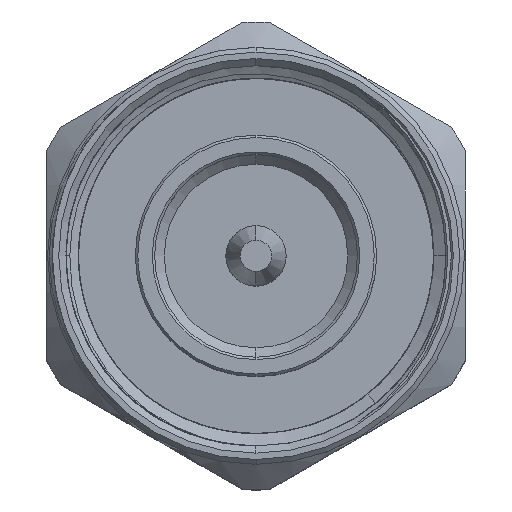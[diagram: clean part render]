
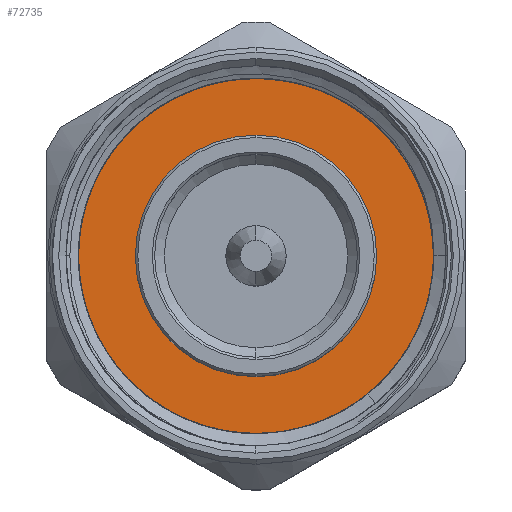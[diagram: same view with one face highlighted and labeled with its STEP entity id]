
A CAD part, top view. The second image highlights one B-rep face of the part: STEP entity #72735.
In plain terms, the highlighted face is planar.
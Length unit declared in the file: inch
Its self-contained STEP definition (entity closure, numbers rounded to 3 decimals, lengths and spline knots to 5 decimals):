
#31 = CARTESIAN_POINT ( 'NONE',  ( 0.3317, -0.05683, -0.38319 ) ) ;
#1352 = EDGE_LOOP ( 'NONE', ( #70385, #59663, #35963, #16996 ) ) ;
#2074 = DIRECTION ( 'NONE',  ( 0., -1., 0. ) ) ;
#3025 = DIRECTION ( 'NONE',  ( 0., -1., 0. ) ) ;
#3081 = CARTESIAN_POINT ( 'NONE',  ( 0.3317, -0.27282, -0.28385 ) ) ;
#3815 = DIRECTION ( 'NONE',  ( 1., 0., 0. ) ) ;
#3954 = AXIS2_PLACEMENT_3D ( 'NONE', #57092, #3815, #8968 ) ;
#4475 = CIRCLE ( 'NONE', #63721, 0.24999 ) ;
#4786 = CARTESIAN_POINT ( 'NONE',  ( 0.3317, 0.25057, -0.28294 ) ) ;
#5230 = DIRECTION ( 'NONE',  ( 0., -1., 0. ) ) ;
#5691 = VERTEX_POINT ( 'NONE', #39022 ) ;
#5961 = CARTESIAN_POINT ( 'NONE',  ( 0.3317, -0.01075, -0.38563 ) ) ;
#6350 = CARTESIAN_POINT ( 'NONE',  ( 0.3317, 0.36886, -0.01871 ) ) ;
#7053 = CARTESIAN_POINT ( 'NONE',  ( 0.3317, 0.3937, 0. ) ) ;
#8968 = DIRECTION ( 'NONE',  ( 0., -1., 0. ) ) ;
#9178 = DIRECTION ( 'NONE',  ( 0., -1., 0. ) ) ;
#10272 = AXIS2_PLACEMENT_3D ( 'NONE', #38742, #63205, #9178 ) ;
#11093 = CARTESIAN_POINT ( 'NONE',  ( 0.3317, 0.17602, -0.33744 ) ) ;
#11474 = CARTESIAN_POINT ( 'NONE',  ( 0.3317, 0.34356, -0.14563 ) ) ;
#11858 = CARTESIAN_POINT ( 'NONE',  ( 0.3317, 0.15955, -0.34614 ) ) ;
#12244 = CARTESIAN_POINT ( 'NONE',  ( 0.3317, -0.03846, -0.38495 ) ) ;
#15208 = VERTEX_POINT ( 'NONE', #30587 ) ;
#16996 = ORIENTED_EDGE ( 'NONE', *, *, #54191, .T. ) ;
#17006 = CARTESIAN_POINT ( 'NONE',  ( 0.3317, 0.34982, -0.12826 ) ) ;
#18172 = CARTESIAN_POINT ( 'NONE',  ( 0.3317, -0.24435, -0.30799 ) ) ;
#18887 = VECTOR ( 'NONE', #25221, 39.37008 ) ;
#22955 = CARTESIAN_POINT ( 'NONE',  ( 0.3317, 0.32839, -0.17951 ) ) ;
#23344 = CARTESIAN_POINT ( 'NONE',  ( 0.3317, 0.28835, -0.24193 ) ) ;
#23734 = CARTESIAN_POINT ( 'NONE',  ( 0.3317, 0.07264, -0.37827 ) ) ;
#24125 = CARTESIAN_POINT ( 'NONE',  ( 0.3317, -0.09337, -0.37703 ) ) ;
#24221 = CARTESIAN_POINT ( 'NONE',  ( 0.3317, -0.3937, 0. ) ) ;
#25221 = DIRECTION ( 'NONE',  ( 0., -1., 0. ) ) ;
#25827 = EDGE_CURVE ( 'NONE', #5691, #47375, #4475, .T. ) ;
#26645 = CIRCLE ( 'NONE', #10272, 0.3937 ) ;
#27535 = EDGE_LOOP ( 'NONE', ( #47847, #64135 ) ) ;
#27595 = VERTEX_POINT ( 'NONE', #24221 ) ;
#28865 = CARTESIAN_POINT ( 'NONE',  ( 0.3317, -0.27282, -0.28385 ) ) ;
#29248 = CARTESIAN_POINT ( 'NONE',  ( 0.3317, -0.259, -0.29645 ) ) ;
#30006 = CARTESIAN_POINT ( 'NONE',  ( 0.3317, 0.20734, -0.31787 ) ) ;
#30587 = CARTESIAN_POINT ( 'NONE',  ( 0.3317, 0.3937, 0. ) ) ;
#31536 = AXIS2_PLACEMENT_3D ( 'NONE', #38903, #74867, #3025 ) ;
#34757 = CARTESIAN_POINT ( 'NONE',  ( 0.3317, 0.31944, -0.19606 ) ) ;
#35923 = CARTESIAN_POINT ( 'NONE',  ( 0.3317, 0.02643, -0.38387 ) ) ;
#35963 = ORIENTED_EDGE ( 'NONE', *, *, #36294, .T. ) ;
#36024 = CARTESIAN_POINT ( 'NONE',  ( 0.3317, -0.24999, 0. ) ) ;
#36294 = EDGE_CURVE ( 'NONE', #67695, #27595, #26645, .T. ) ;
#36312 = CARTESIAN_POINT ( 'NONE',  ( 0.3317, -0.19728, -0.33825 ) ) ;
#37725 = FACE_BOUND ( 'NONE', #27535, .T. ) ;
#38742 = CARTESIAN_POINT ( 'NONE',  ( 0.3317, 0., 0. ) ) ;
#38903 = CARTESIAN_POINT ( 'NONE',  ( 0.3317, 0., 0. ) ) ;
#39022 = CARTESIAN_POINT ( 'NONE',  ( 0.3317, 0.24999, 0. ) ) ;
#39500 = B_SPLINE_CURVE_WITH_KNOTS ( 'NONE', 3,
 ( #71086, #6350, #53665, #77801, #65129, #17006, #11474, #22955, #34757, #59995, #23344, #70696, #4786, #54052, #30006, #11093, #11858, #41072, #23734, #35923, #77034, #47758, #5961, #12244, #31, #24125, #52879, #48141, #46986, #36312, #60393, #18172, #29248, #28865 ),
 .UNSPECIFIED., .F., .F.,
 ( 4, 2, 2, 2, 2, 2, 2, 2, 2, 2, 2, 2, 2, 2, 2, 2, 4 ),
 ( 0., 0.00142, 0.00284, 0.00426, 0.00568, 0.0071, 0.00853, 0.00995, 0.01137, 0.01421, 0.01492, 0.01563, 0.01705, 0.01847, 0.01989, 0.02131, 0.02273 ),
 .UNSPECIFIED. ) ;
#41072 = CARTESIAN_POINT ( 'NONE',  ( 0.3317, 0.10823, -0.36857 ) ) ;
#41132 = DIRECTION ( 'NONE',  ( -1., 0., 0. ) ) ;
#41879 = CIRCLE ( 'NONE', #43185, 0.3937 ) ;
#42090 = EDGE_CURVE ( 'NONE', #15208, #74449, #61081, .T. ) ;
#43185 = AXIS2_PLACEMENT_3D ( 'NONE', #77087, #41132, #5230 ) ;
#46857 = EDGE_CURVE ( 'NONE', #74449, #67695, #39500, .T. ) ;
#46986 = CARTESIAN_POINT ( 'NONE',  ( 0.3317, -0.16408, -0.3544 ) ) ;
#47375 = VERTEX_POINT ( 'NONE', #36024 ) ;
#47758 = CARTESIAN_POINT ( 'NONE',  ( 0.3317, -0.00149, -0.38553 ) ) ;
#47847 = ORIENTED_EDGE ( 'NONE', *, *, #76904, .T. ) ;
#48141 = CARTESIAN_POINT ( 'NONE',  ( 0.3317, -0.14696, -0.36127 ) ) ;
#52879 = CARTESIAN_POINT ( 'NONE',  ( 0.3317, -0.11165, -0.37259 ) ) ;
#53665 = CARTESIAN_POINT ( 'NONE',  ( 0.3317, 0.36797, -0.03733 ) ) ;
#54052 = CARTESIAN_POINT ( 'NONE',  ( 0.3317, 0.22225, -0.30698 ) ) ;
#54191 = EDGE_CURVE ( 'NONE', #27595, #15208, #41879, .T. ) ;
#54702 = CARTESIAN_POINT ( 'NONE',  ( 0.3317, 0.36833, 0. ) ) ;
#55578 = CIRCLE ( 'NONE', #3954, 0.24999 ) ;
#55880 = FACE_OUTER_BOUND ( 'NONE', #1352, .T. ) ;
#56109 = DIRECTION ( 'NONE',  ( 1., 0., 0. ) ) ;
#57092 = CARTESIAN_POINT ( 'NONE',  ( 0.3317, 0., 0. ) ) ;
#59663 = ORIENTED_EDGE ( 'NONE', *, *, #46857, .T. ) ;
#59995 = CARTESIAN_POINT ( 'NONE',  ( 0.3317, 0.29945, -0.22719 ) ) ;
#60393 = CARTESIAN_POINT ( 'NONE',  ( 0.3317, -0.21342, -0.32895 ) ) ;
#61081 = LINE ( 'NONE', #7053, #18887 ) ;
#61808 = PLANE ( 'NONE',  #31536 ) ;
#63205 = DIRECTION ( 'NONE',  ( -1., 0., 0. ) ) ;
#63721 = AXIS2_PLACEMENT_3D ( 'NONE', #75494, #56109, #2074 ) ;
#64135 = ORIENTED_EDGE ( 'NONE', *, *, #25827, .T. ) ;
#65129 = CARTESIAN_POINT ( 'NONE',  ( 0.3317, 0.35974, -0.0927 ) ) ;
#67695 = VERTEX_POINT ( 'NONE', #3081 ) ;
#70385 = ORIENTED_EDGE ( 'NONE', *, *, #42090, .T. ) ;
#70696 = CARTESIAN_POINT ( 'NONE',  ( 0.3317, 0.26397, -0.26976 ) ) ;
#71086 = CARTESIAN_POINT ( 'NONE',  ( 0.3317, 0.36833, 0. ) ) ;
#72735 = ADVANCED_FACE ( 'NONE', ( #55880, #37725 ), #61808, .T. ) ;
#74449 = VERTEX_POINT ( 'NONE', #54702 ) ;
#74867 = DIRECTION ( 'NONE',  ( -1., 0., 0. ) ) ;
#75494 = CARTESIAN_POINT ( 'NONE',  ( 0.3317, 0., 0. ) ) ;
#76904 = EDGE_CURVE ( 'NONE', #47375, #5691, #55578, .T. ) ;
#77034 = CARTESIAN_POINT ( 'NONE',  ( 0.3317, 0.01709, -0.38465 ) ) ;
#77087 = CARTESIAN_POINT ( 'NONE',  ( 0.3317, 0., 0. ) ) ;
#77801 = CARTESIAN_POINT ( 'NONE',  ( 0.3317, 0.36341, -0.07443 ) ) ;
